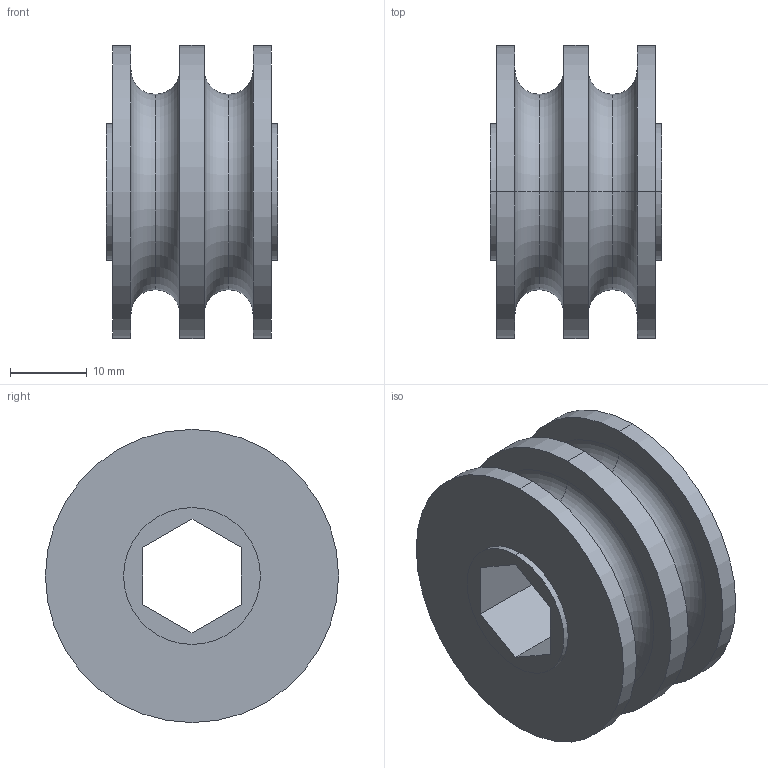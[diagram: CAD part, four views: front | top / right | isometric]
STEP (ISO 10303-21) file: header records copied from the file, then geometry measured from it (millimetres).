
FILE_DESCRIPTION (( 'STEP AP214' ), '1' );
FILE_NAME ('WCP-0097 Rev1.STEP', '2017-01-03T10:45:33', ( '' ), ( '' ), 'SwSTEP 2.0', 'SolidWorks 2016', '' );
FILE_SCHEMA (( 'AUTOMOTIVE_DESIGN' ));
Length unit declared in the file: inch
Products named in the file (1): WCP-0097 Rev1
Bounding box: 22.23 x 38.1 x 38.1 mm (x, y, z)
Volume: 13453.6 mm3; surface area: 7150.6 mm2
Topology: 1 solids, 1 shells, 32 faces, 68 edges, 44 vertices
Faces by surface type: plane 14, cylinder 10, torus 8
Entity records: 924 total; most frequent: DIRECTION 174, CARTESIAN_POINT 145, ORIENTED_EDGE 136, AXIS2_PLACEMENT_3D 73, EDGE_CURVE 68, VERTEX_POINT 44, EDGE_LOOP 40, CIRCLE 40
